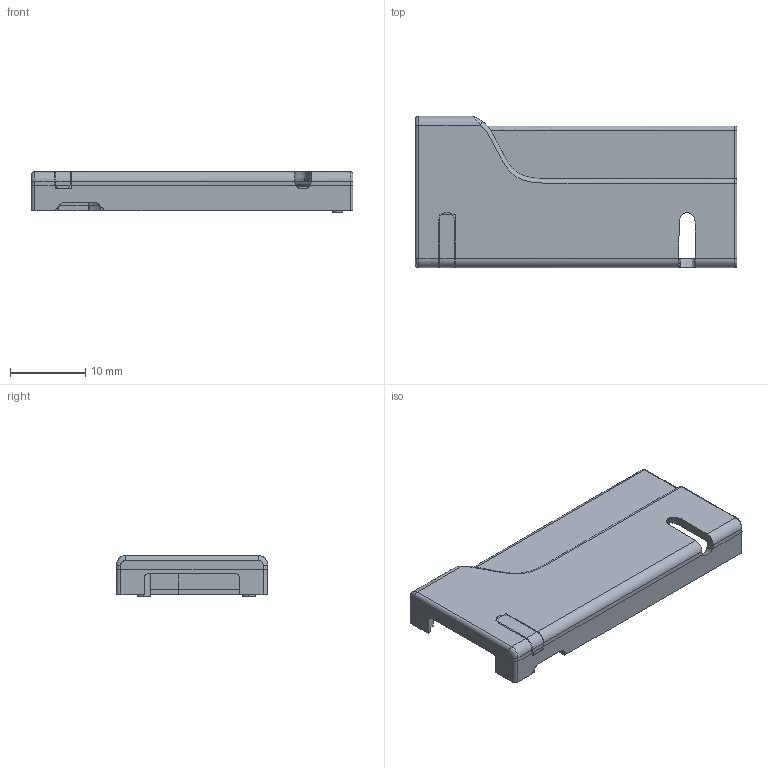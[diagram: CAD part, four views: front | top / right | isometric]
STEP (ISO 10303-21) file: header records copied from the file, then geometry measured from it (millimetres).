
FILE_DESCRIPTION(/* description */ (''),/* implementation_level */ '2;1');
FILE_NAME(/* name */ 'UPPERP~1',/* time_stamp */ '2024-02-01T18:39:45+05:00',/* author */ (''),/* organization */ (''),/* preprocessor_version */ 'ST-DEVELOPER v16.5',/* originating_system */ '',/* authorisation */ '');
FILE_SCHEMA (('CONFIG_CONTROL_DESIGN'));
Length unit declared in the file: millimetre
Products named in the file (1): Document
Bounding box: 42.69 x 20.06 x 5.38 mm (x, y, z)
Volume: 15.1 mm3; surface area: 2617.1 mm2
Topology: 2 solids, 3 shells, 176 faces, 419 edges, 241 vertices
Faces by surface type: bspline 176
Entity records: 14341 total; most frequent: CARTESIAN_POINT 9079, B_SPLINE_CURVE_WITH_KNOTS 984, ORIENTED_EDGE 818, PCURVE 818, DEFINITIONAL_REPRESENTATION 818, SURFACE_CURVE 419, EDGE_CURVE 419, VERTEX_POINT 241
